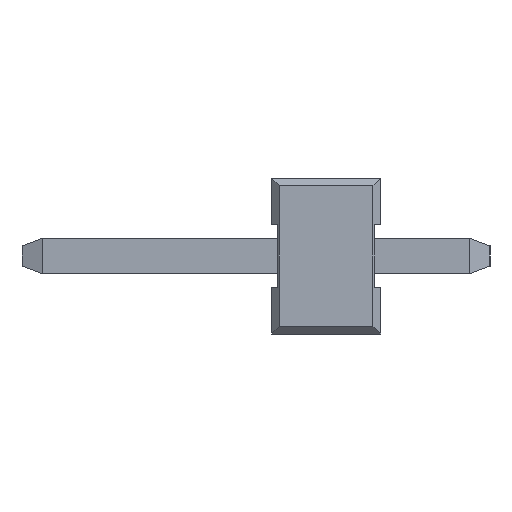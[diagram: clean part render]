
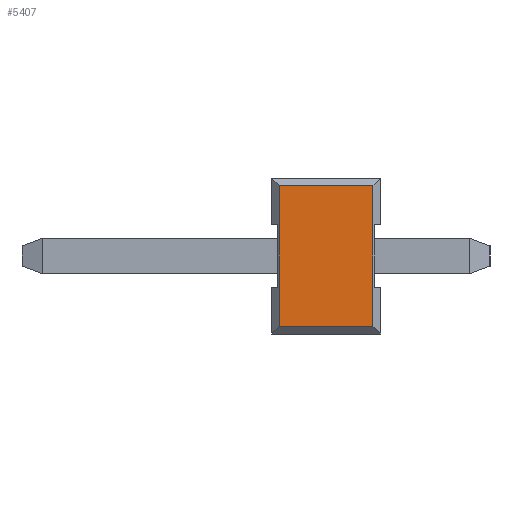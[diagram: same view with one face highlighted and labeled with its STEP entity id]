
A CAD part, left-side view. The second image highlights one B-rep face of the part: STEP entity #5407.
In plain terms, the highlighted planar face has unit normal (-1, 0, 0).
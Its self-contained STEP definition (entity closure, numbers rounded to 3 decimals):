
#5097=CARTESIAN_POINT('',(-2.54,3.25,-2.25));
#5098=VERTEX_POINT('',#5097);
#5105=CARTESIAN_POINT('',(-2.54,3.25,2.25));
#5106=VERTEX_POINT('',#5105);
#5107=CARTESIAN_POINT('',(-2.54,3.25,-2.25));
#5108=DIRECTION('',(0.,0.,1.));
#5109=VECTOR('',#5108,4.5);
#5110=LINE('',#5107,#5109);
#5111=EDGE_CURVE('',#5098,#5106,#5110,.T.);
#5130=CARTESIAN_POINT('',(-2.54,0.25,2.25));
#5131=VERTEX_POINT('',#5130);
#5132=CARTESIAN_POINT('',(-2.54,3.25,2.25));
#5133=DIRECTION('',(0.,-1.,0.));
#5134=VECTOR('',#5133,3.);
#5135=LINE('',#5132,#5134);
#5136=EDGE_CURVE('',#5106,#5131,#5135,.T.);
#5155=CARTESIAN_POINT('',(-2.54,0.25,-2.25));
#5156=VERTEX_POINT('',#5155);
#5157=CARTESIAN_POINT('',(-2.54,0.25,2.25));
#5158=DIRECTION('',(0.,0.,-1.));
#5159=VECTOR('',#5158,4.5);
#5160=LINE('',#5157,#5159);
#5161=EDGE_CURVE('',#5131,#5156,#5160,.T.);
#5387=CARTESIAN_POINT('',(-2.54,0.25,-2.25));
#5388=DIRECTION('',(0.,1.,0.));
#5389=VECTOR('',#5388,3.);
#5390=LINE('',#5387,#5389);
#5391=EDGE_CURVE('',#5156,#5098,#5390,.T.);
#5396=CARTESIAN_POINT('',(-2.54,0.,-2.5));
#5397=DIRECTION('',(0.,0.,1.));
#5398=DIRECTION('',(-1.,0.,0.));
#5399=AXIS2_PLACEMENT_3D('',#5396,#5398,#5397);
#5400=PLANE('',#5399);
#5401=ORIENTED_EDGE('',*,*,#5391,.F.);
#5402=ORIENTED_EDGE('',*,*,#5161,.F.);
#5403=ORIENTED_EDGE('',*,*,#5136,.F.);
#5404=ORIENTED_EDGE('',*,*,#5111,.F.);
#5405=EDGE_LOOP('',(#5401,#5402,#5403,#5404));
#5406=FACE_OUTER_BOUND('',#5405,.T.);
#5407=ADVANCED_FACE('',(#5406),#5400,.T.);
